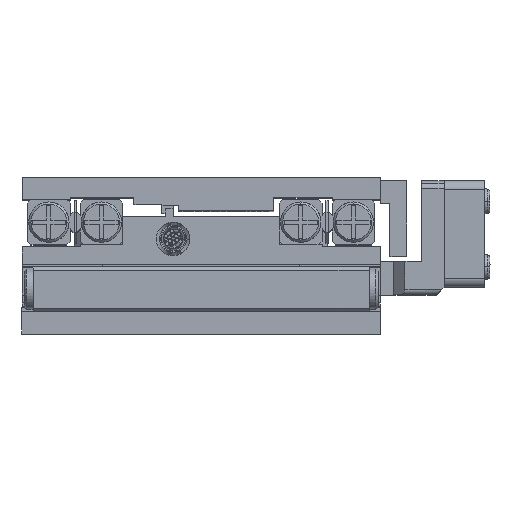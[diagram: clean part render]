
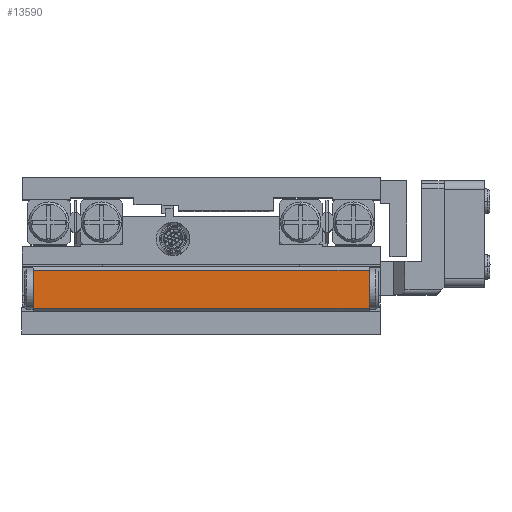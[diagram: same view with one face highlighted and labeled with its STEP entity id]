
A CAD part, top view. The second image highlights one B-rep face of the part: STEP entity #13590.
In plain terms, the highlighted face is planar.
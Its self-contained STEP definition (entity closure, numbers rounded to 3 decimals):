
#493 = EDGE_LOOP ( 'NONE', ( #39847, #39912, #40233, #40314 ) ) ;
#2652 = CARTESIAN_POINT ( 'NONE',  ( 30., 4.25, 1.7 ) ) ;
#5422 = EDGE_CURVE ( 'NONE', #25334, #50387, #16186, .T. ) ;
#6024 = EDGE_CURVE ( 'NONE', #18897, #38513, #27948, .T. ) ;
#11326 = DIRECTION ( 'NONE',  ( 0., 0., -1. ) ) ;
#12056 = CARTESIAN_POINT ( 'NONE',  ( 0., 4.25, 1.7 ) ) ;
#13146 = CARTESIAN_POINT ( 'NONE',  ( 0., 4.25, -1.7 ) ) ;
#13362 = LINE ( 'NONE', #32661, #50013 ) ;
#13590 = ADVANCED_FACE ( 'NONE', ( #32440 ), #17256, .F. ) ;
#16112 = DIRECTION ( 'NONE',  ( -1., 0., 0. ) ) ;
#16124 = CARTESIAN_POINT ( 'NONE',  ( 30., 4.25, 1.7 ) ) ;
#16186 = LINE ( 'NONE', #16124, #46077 ) ;
#17256 = PLANE ( 'NONE',  #53450 ) ;
#18897 = VERTEX_POINT ( 'NONE', #13146 ) ;
#18969 = VECTOR ( 'NONE', #11326, 1000. ) ;
#21978 = VECTOR ( 'NONE', #27869, 1000. ) ;
#25334 = VERTEX_POINT ( 'NONE', #2652 ) ;
#27869 = DIRECTION ( 'NONE',  ( 1., 0., 0. ) ) ;
#27899 = CARTESIAN_POINT ( 'NONE',  ( 30., 4.25, -1.7 ) ) ;
#27948 = LINE ( 'NONE', #27899, #21978 ) ;
#32440 = FACE_OUTER_BOUND ( 'NONE', #493, .T. ) ;
#32661 = CARTESIAN_POINT ( 'NONE',  ( 30., 4.25, -1.7 ) ) ;
#35374 = LINE ( 'NONE', #54619, #18969 ) ;
#38165 = EDGE_CURVE ( 'NONE', #50387, #18897, #35374, .T. ) ;
#38513 = VERTEX_POINT ( 'NONE', #61850 ) ;
#39847 = ORIENTED_EDGE ( 'NONE', *, *, #5422, .F. ) ;
#39912 = ORIENTED_EDGE ( 'NONE', *, *, #47796, .F. ) ;
#40233 = ORIENTED_EDGE ( 'NONE', *, *, #6024, .F. ) ;
#40314 = ORIENTED_EDGE ( 'NONE', *, *, #38165, .F. ) ;
#40916 = CARTESIAN_POINT ( 'NONE',  ( 30., 4.25, -1.7 ) ) ;
#45657 = DIRECTION ( 'NONE',  ( 0., -1., 0. ) ) ;
#46077 = VECTOR ( 'NONE', #16112, 1000. ) ;
#47796 = EDGE_CURVE ( 'NONE', #38513, #25334, #13362, .T. ) ;
#50013 = VECTOR ( 'NONE', #51902, 1000. ) ;
#50387 = VERTEX_POINT ( 'NONE', #12056 ) ;
#51902 = DIRECTION ( 'NONE',  ( 0., 0., 1. ) ) ;
#53450 = AXIS2_PLACEMENT_3D ( 'NONE', #40916, #45657, #54853 ) ;
#54619 = CARTESIAN_POINT ( 'NONE',  ( 0., 4.25, -1.7 ) ) ;
#54853 = DIRECTION ( 'NONE',  ( 0., 0., -1. ) ) ;
#61850 = CARTESIAN_POINT ( 'NONE',  ( 30., 4.25, -1.7 ) ) ;
